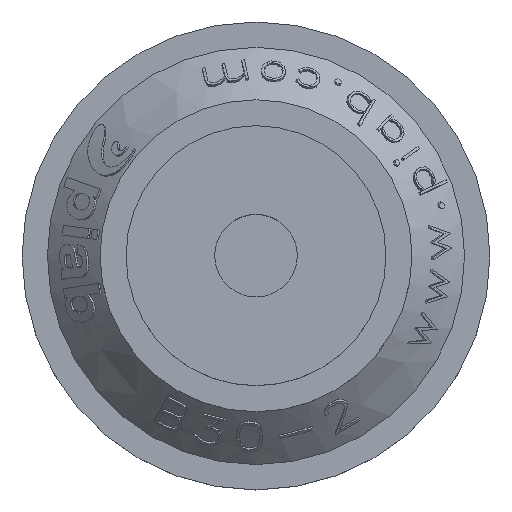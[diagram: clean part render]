
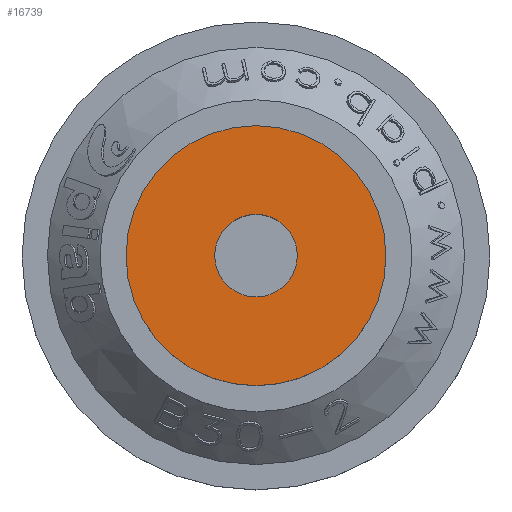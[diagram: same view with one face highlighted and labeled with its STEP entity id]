
A CAD part, top view. The second image highlights one B-rep face of the part: STEP entity #16739.
In plain terms, the highlighted planar face has unit normal (0, 0, 1).
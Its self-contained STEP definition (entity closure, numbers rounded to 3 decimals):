
#2858=PLANE('',#17439);
#6525=ORIENTED_EDGE('',*,*,#6845,.F.);
#6526=ORIENTED_EDGE('',*,*,#8363,.F.);
#6845=EDGE_CURVE('',#8554,#8554,#9684,.T.);
#8363=EDGE_CURVE('',#9570,#9570,#9698,.T.);
#8554=VERTEX_POINT('',#20448);
#9570=VERTEX_POINT('',#28521);
#9684=CIRCLE('',#16993,3.175);
#9698=CIRCLE('',#17440,10.);
#10439=EDGE_LOOP('',(#6525));
#10440=EDGE_LOOP('',(#6526));
#11183=FACE_BOUND('',#10439,.T.);
#11184=FACE_BOUND('',#10440,.T.);
#16739=ADVANCED_FACE('',(#11183,#11184),#2858,.T.);
#16993=AXIS2_PLACEMENT_3D('',#20447,#18034,#18035);
#17439=AXIS2_PLACEMENT_3D('',#28519,#19310,#19311);
#17440=AXIS2_PLACEMENT_3D('',#28520,#19312,#19313);
#18034=DIRECTION('',(0.,0.,1.));
#18035=DIRECTION('',(0.,1.,0.));
#19310=DIRECTION('',(0.,0.,1.));
#19311=DIRECTION('',(1.,0.,0.));
#19312=DIRECTION('',(0.,0.,-1.));
#19313=DIRECTION('',(-1.,0.,0.));
#20447=CARTESIAN_POINT('',(0.,0.,0.));
#20448=CARTESIAN_POINT('',(0.,3.175,0.));
#28519=CARTESIAN_POINT('',(-4.25,0.,0.));
#28520=CARTESIAN_POINT('',(0.,0.,0.));
#28521=CARTESIAN_POINT('',(-10.,0.,0.));
